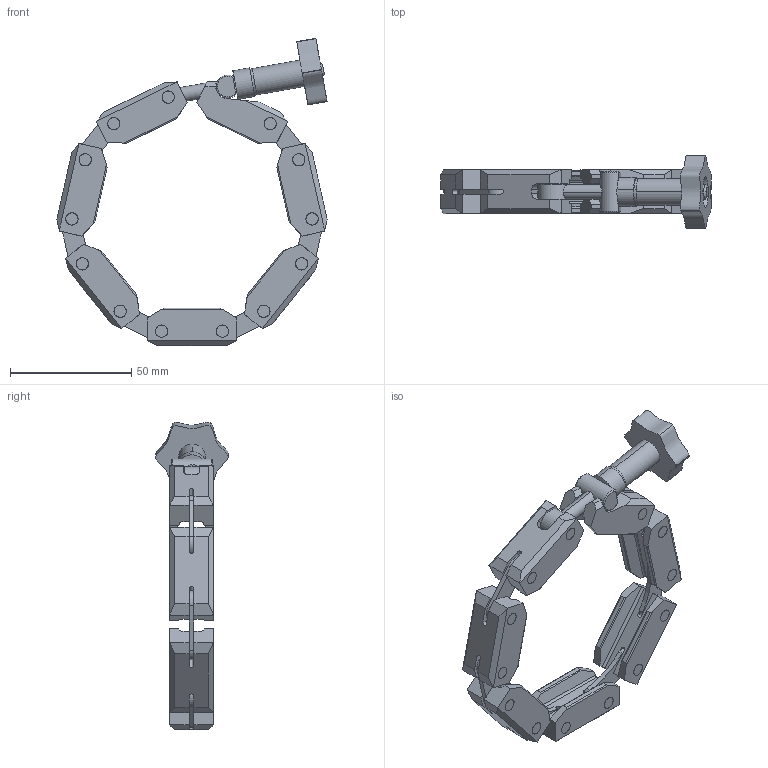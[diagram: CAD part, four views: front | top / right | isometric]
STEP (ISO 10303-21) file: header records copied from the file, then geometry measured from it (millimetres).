
FILE_DESCRIPTION( (''), '2;1');
FILE_NAME ('CAD714.6052.HP1063_15227.stp','2016-04-22T10:29:04',(''),(''),'spGate 11.3.9','spGate','');
FILE_SCHEMA (('AUTOMOTIVE_DESIGN'));
Length unit declared in the file: millimetre
Products named in the file (11): Assembly; 品番2; 品番3; 品番9; 品番5; 品番1; 品番7; 品番11; 品番10; 品番8; 品番6
Assembly tree (31 placements, depth 2):
  Assembly
    品番2
    品番3  x5
    品番9
    品番5  x6
    品番1
    品番7
    品番11
    品番10
    品番8
    品番6  x13
Bounding box: 111.51 x 30 x 126.76 mm (x, y, z)
Volume: 58757.2 mm3; surface area: 38409.9 mm2
Topology: 31 solids, 31 shells, 463 faces, 1180 edges, 780 vertices
Faces by surface type: plane 246, cylinder 206, bspline 11
Entity records: 10993 total; most frequent: CARTESIAN_POINT 1658, ORIENTED_EDGE 1032, DIRECTION 1023, COLOUR_RGB 723, PRESENTATION_STYLE_ASSIGNMENT 723, STYLED_ITEM 723, EDGE_CURVE 516, DRAUGHTING_PRE_DEFINED_CURVE_FONT 516
